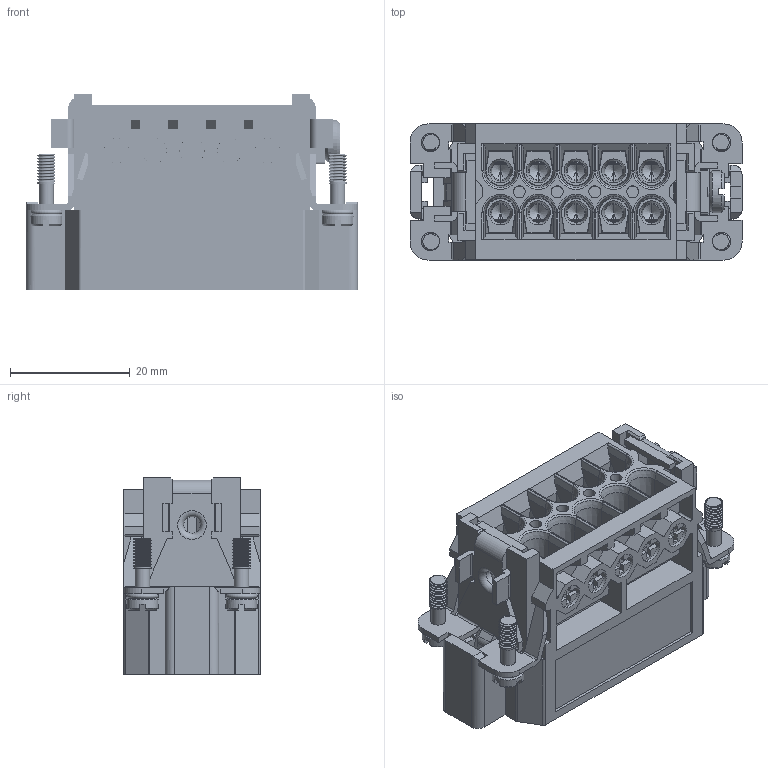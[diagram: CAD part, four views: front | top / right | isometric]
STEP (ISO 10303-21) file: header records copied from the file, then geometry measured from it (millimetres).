
FILE_DESCRIPTION(/* description */ (''),/* implementation_level */ '2;1');
FILE_NAME(/* name */ 'HA-010-M.stp',/* time_stamp */ '2023-09-18T12:49:17+08:00',/* author */ (''),/* organization */ (''),/* preprocessor_version */ 'ST-DEVELOPER v16',/* originating_system */ 'SIEMENS PLM Software NX 10.0',/* authorisation */ '');
FILE_SCHEMA (('AUTOMOTIVE_DESIGN { 1 0 10303 214 3 1 1 1 }'));
Products named in the file (1): Admi16F8F3C4yso9
Bounding box: 55.4 x 22.7 x 32.8 mm (x, y, z)
Volume: 0.2 mm3; surface area: 20934.7 mm2
Topology: 1 solids, 2 shells, 1599 faces, 4697 edges, 3093 vertices
Faces by surface type: plane 943, cylinder 407, cone 145, bspline 64, torus 40
Full cylindrical faces by diameter (mm): 1.5 x8, 2 x4, 2.4 x4, 2.5 x4, 2.6 x10, 2.8 x1, 3 x14, 3.6 x10, 4 x1, 4.8 x2, 5.3 x4, 7 x1
Entity records: 88983 total; most frequent: CARTESIAN_POINT 49156, ORIENTED_EDGE 8676, DIRECTION 7557, EDGE_CURVE 4338, VERTEX_POINT 2882, LINE 2639, VECTOR 2639, AXIS2_PLACEMENT_3D 2459
